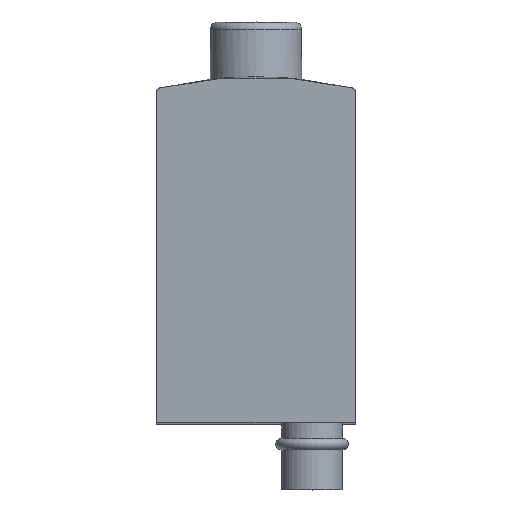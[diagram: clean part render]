
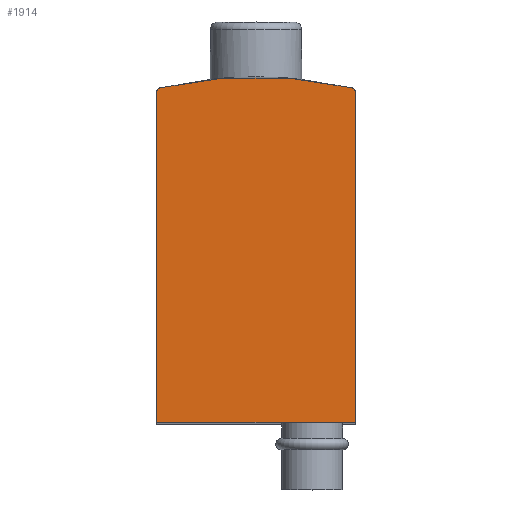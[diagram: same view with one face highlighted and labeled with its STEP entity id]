
A CAD part, top view. The second image highlights one B-rep face of the part: STEP entity #1914.
In plain terms, the highlighted planar face has unit normal (0, 0, 1).
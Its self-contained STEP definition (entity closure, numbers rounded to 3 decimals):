
#39=PLANE('',#2032);
#89=LINE('',#2633,#205);
#118=LINE('',#2753,#234);
#119=LINE('',#2755,#235);
#205=VECTOR('',#2170,1000.);
#234=VECTOR('',#2293,1000.);
#235=VECTOR('',#2296,1000.);
#470=ORIENTED_EDGE('',*,*,#768,.T.);
#471=ORIENTED_EDGE('',*,*,#770,.T.);
#472=ORIENTED_EDGE('',*,*,#716,.T.);
#473=ORIENTED_EDGE('',*,*,#771,.T.);
#474=ORIENTED_EDGE('',*,*,#773,.T.);
#475=ORIENTED_EDGE('',*,*,#685,.T.);
#685=EDGE_CURVE('',#877,#878,#1009,.T.);
#716=EDGE_CURVE('',#907,#906,#89,.T.);
#768=EDGE_CURVE('',#878,#936,#1040,.T.);
#770=EDGE_CURVE('',#936,#907,#118,.T.);
#771=EDGE_CURVE('',#906,#937,#119,.T.);
#773=EDGE_CURVE('',#937,#877,#1041,.T.);
#877=VERTEX_POINT('',#2545);
#878=VERTEX_POINT('',#2546);
#906=VERTEX_POINT('',#2632);
#907=VERTEX_POINT('',#2634);
#936=VERTEX_POINT('',#2750);
#937=VERTEX_POINT('',#2756);
#1009=CIRCLE('',#1969,55.3);
#1040=CIRCLE('',#2027,0.5);
#1041=CIRCLE('',#2031,0.5);
#1121=EDGE_LOOP('',(#470,#471,#472,#473,#474,#475));
#1223=FACE_BOUND('',#1121,.T.);
#1914=ADVANCED_FACE('',(#1223),#39,.T.);
#1969=AXIS2_PLACEMENT_3D('',#2544,#2124,#2125);
#2027=AXIS2_PLACEMENT_3D('',#2749,#2288,#2289);
#2031=AXIS2_PLACEMENT_3D('',#2759,#2300,#2301);
#2032=AXIS2_PLACEMENT_3D('',#2760,#2302,#2303);
#2124=DIRECTION('',(0.,0.,1.));
#2125=DIRECTION('',(1.,0.,0.));
#2170=DIRECTION('',(1.,0.,0.));
#2288=DIRECTION('',(0.,0.,1.));
#2289=DIRECTION('',(1.,0.,0.));
#2293=DIRECTION('',(0.,-1.,0.));
#2296=DIRECTION('',(0.,1.,0.));
#2300=DIRECTION('',(0.,0.,1.));
#2301=DIRECTION('',(1.,0.,0.));
#2302=DIRECTION('',(0.,0.,1.));
#2303=DIRECTION('',(1.,0.,0.));
#2544=CARTESIAN_POINT('',(0.,-10.,100.5));
#2545=CARTESIAN_POINT('',(12.614,43.842,100.5));
#2546=CARTESIAN_POINT('',(-12.614,43.842,100.5));
#2632=CARTESIAN_POINT('',(13.,0.,100.5));
#2633=CARTESIAN_POINT('',(-13.,0.,100.5));
#2634=CARTESIAN_POINT('',(-13.,0.,100.5));
#2749=CARTESIAN_POINT('',(-12.5,43.355,100.5));
#2750=CARTESIAN_POINT('',(-13.,43.355,100.5));
#2753=CARTESIAN_POINT('',(-13.,43.355,100.5));
#2755=CARTESIAN_POINT('',(13.,0.,100.5));
#2756=CARTESIAN_POINT('',(13.,43.355,100.5));
#2759=CARTESIAN_POINT('',(12.5,43.355,100.5));
#2760=CARTESIAN_POINT('',(-12.5,43.355,100.5));
